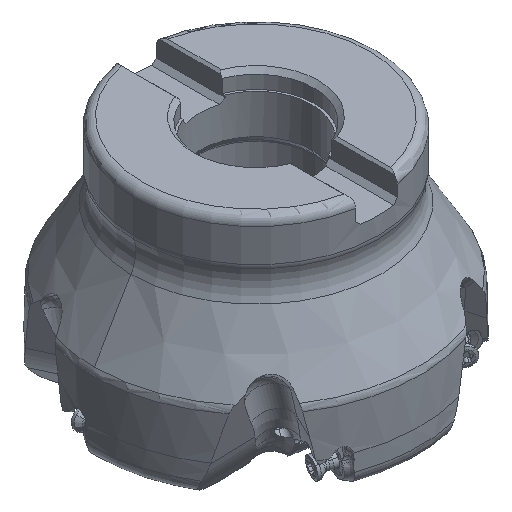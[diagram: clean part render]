
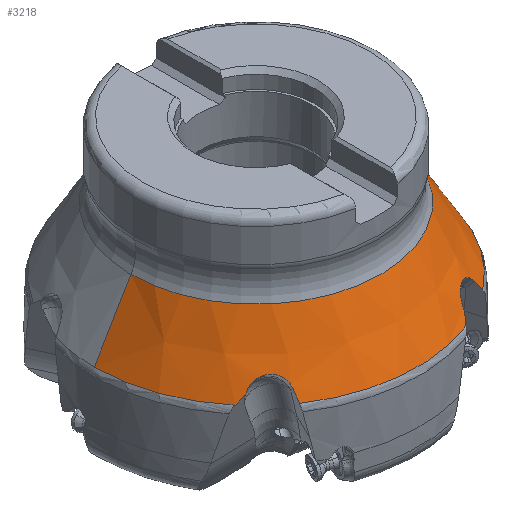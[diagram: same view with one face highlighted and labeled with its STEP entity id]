
A CAD part, isometric view. The second image highlights one B-rep face of the part: STEP entity #3218.
In plain terms, the highlighted conical face has half-angle 30.58 degrees and reference radius 32.552 mm.
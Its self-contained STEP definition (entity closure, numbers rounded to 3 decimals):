
#563=CONICAL_SURFACE('',#12571,32.552,30.58);
#762=LINE('',#31034,#1211);
#763=LINE('',#31038,#1212);
#1211=VECTOR('',#14378,1.);
#1212=VECTOR('',#14381,1.);
#1751=FACE_OUTER_BOUND('',#4085,.T.);
#2327=B_SPLINE_CURVE_WITH_KNOTS('',3,(#18496,#18497,#18498,#18499),
 .UNSPECIFIED.,.F.,.F.,(4,4),(0.,1.),.UNSPECIFIED.);
#2417=B_SPLINE_CURVE_WITH_KNOTS('',3,(#21210,#21211,#21212,#21213),
 .UNSPECIFIED.,.F.,.F.,(4,4),(0.,1.),.UNSPECIFIED.);
#2754=B_SPLINE_CURVE_WITH_KNOTS('',3,(#30982,#30983,#30984,#30985),
 .UNSPECIFIED.,.F.,.F.,(4,4),(0.,1.),.UNSPECIFIED.);
#2756=B_SPLINE_CURVE_WITH_KNOTS('',3,(#31008,#31009,#31010,#31011,#31012,
#31013,#31014,#31015,#31016,#31017,#31018,#31019,#31020,#31021,#31022,#31023,
#31024,#31025,#31026,#31027,#31028,#31029,#31030,#31031,#31032),
 .UNSPECIFIED.,.F.,.F.,(4,3,3,3,3,3,3,3,4),(0.,0.131,0.263,
0.392,0.519,0.649,0.787,
0.932,1.),.UNSPECIFIED.);
#2757=B_SPLINE_CURVE_WITH_KNOTS('',3,(#31041,#31042,#31043,#31044,#31045,
#31046,#31047,#31048,#31049,#31050,#31051,#31052,#31053,#31054,#31055,#31056,
#31057,#31058,#31059,#31060,#31061,#31062,#31063,#31064,#31065),
 .UNSPECIFIED.,.F.,.F.,(4,3,3,3,3,3,3,3,4),(0.,0.131,0.263,
0.392,0.519,0.649,0.787,
0.932,1.),.UNSPECIFIED.);
#2758=B_SPLINE_CURVE_WITH_KNOTS('',3,(#31067,#31068,#31069,#31070),
 .UNSPECIFIED.,.F.,.F.,(4,4),(0.,1.),.UNSPECIFIED.);
#3218=ADVANCED_FACE('',(#1751),#563,.T.);
#4085=EDGE_LOOP('',(#6023,#6024,#6025,#6026,#6027,#6028,#6029,#6030,#6031,
#6032,#6033,#6034,#6035));
#6023=ORIENTED_EDGE('',*,*,#10443,.F.);
#6024=ORIENTED_EDGE('',*,*,#10436,.T.);
#6025=ORIENTED_EDGE('',*,*,#10434,.F.);
#6026=ORIENTED_EDGE('',*,*,#10433,.F.);
#6027=ORIENTED_EDGE('',*,*,#10444,.F.);
#6028=ORIENTED_EDGE('',*,*,#10445,.F.);
#6029=ORIENTED_EDGE('',*,*,#10446,.F.);
#6030=ORIENTED_EDGE('',*,*,#10447,.F.);
#6031=ORIENTED_EDGE('',*,*,#9912,.F.);
#6032=ORIENTED_EDGE('',*,*,#10448,.F.);
#6033=ORIENTED_EDGE('',*,*,#10449,.T.);
#6034=ORIENTED_EDGE('',*,*,#10450,.F.);
#6035=ORIENTED_EDGE('',*,*,#9783,.T.);
#8498=VERTEX_POINT('',#18495);
#8499=VERTEX_POINT('',#18500);
#8590=VERTEX_POINT('',#21209);
#8591=VERTEX_POINT('',#21214);
#8960=VERTEX_POINT('',#30966);
#8961=VERTEX_POINT('',#30968);
#8962=VERTEX_POINT('',#30970);
#8963=VERTEX_POINT('',#30986);
#8966=VERTEX_POINT('',#31035);
#8967=VERTEX_POINT('',#31037);
#8968=VERTEX_POINT('',#31039);
#8969=VERTEX_POINT('',#31066);
#8970=VERTEX_POINT('',#31071);
#9783=EDGE_CURVE('',#8499,#8498,#2327,.T.);
#9912=EDGE_CURVE('',#8590,#8591,#2417,.T.);
#10433=EDGE_CURVE('',#8960,#8961,#11563,.T.);
#10434=EDGE_CURVE('',#8961,#8962,#11564,.T.);
#10436=EDGE_CURVE('',#8963,#8962,#2754,.T.);
#10443=EDGE_CURVE('',#8963,#8498,#2756,.T.);
#10444=EDGE_CURVE('',#8966,#8960,#762,.T.);
#10445=EDGE_CURVE('',#8967,#8966,#11568,.T.);
#10446=EDGE_CURVE('',#8968,#8967,#763,.T.);
#10447=EDGE_CURVE('',#8591,#8968,#11569,.T.);
#10448=EDGE_CURVE('',#8969,#8590,#2757,.T.);
#10449=EDGE_CURVE('',#8969,#8970,#2758,.T.);
#10450=EDGE_CURVE('',#8499,#8970,#11570,.T.);
#11563=CIRCLE('',#12557,36.71);
#11564=CIRCLE('',#12558,36.71);
#11568=CIRCLE('',#12568,28.394);
#11569=CIRCLE('',#12569,36.71);
#11570=CIRCLE('',#12570,36.71);
#12557=AXIS2_PLACEMENT_3D('',#30967,#14354,#14355);
#12558=AXIS2_PLACEMENT_3D('',#30969,#14356,#14357);
#12568=AXIS2_PLACEMENT_3D('',#31036,#14379,#14380);
#12569=AXIS2_PLACEMENT_3D('',#31040,#14382,#14383);
#12570=AXIS2_PLACEMENT_3D('',#31072,#14384,#14385);
#12571=AXIS2_PLACEMENT_3D('',#31073,#14386,#14387);
#14354=DIRECTION('',(0.,0.,-1.));
#14355=DIRECTION('',(1.,0.,0.));
#14356=DIRECTION('',(0.,0.,-1.));
#14357=DIRECTION('',(1.,0.,0.));
#14378=DIRECTION('',(0.509,0.,-0.861));
#14379=DIRECTION('',(0.,0.,1.));
#14380=DIRECTION('',(-1.,0.,0.));
#14381=DIRECTION('',(0.509,0.,0.861));
#14382=DIRECTION('',(0.,0.,-1.));
#14383=DIRECTION('',(-0.769,-0.64,0.));
#14384=DIRECTION('',(0.,0.,-1.));
#14385=DIRECTION('',(0.371,-0.929,0.));
#14386=DIRECTION('',(0.,0.,-1.));
#14387=DIRECTION('',(-1.,0.,0.));
#18495=CARTESIAN_POINT('',(14.755,-32.628,-29.403));
#18496=CARTESIAN_POINT('',(13.616,-34.092,-30.927));
#18497=CARTESIAN_POINT('',(13.993,-33.612,-30.41));
#18498=CARTESIAN_POINT('',(14.373,-33.124,-29.901));
#18499=CARTESIAN_POINT('',(14.755,-32.628,-29.403));
#18500=CARTESIAN_POINT('',(13.616,-34.092,-30.927));
#21209=CARTESIAN_POINT('',(-26.472,-24.115,-29.403));
#21210=CARTESIAN_POINT('',(-26.472,-24.115,-29.403));
#21211=CARTESIAN_POINT('',(-27.062,-23.905,-29.901));
#21212=CARTESIAN_POINT('',(-27.643,-23.695,-30.41));
#21213=CARTESIAN_POINT('',(-28.216,-23.485,-30.927));
#21214=CARTESIAN_POINT('',(-28.216,-23.485,-30.927));
#30966=CARTESIAN_POINT('',(36.71,0.,-30.927));
#30967=CARTESIAN_POINT('',(0.,0.,-30.927));
#30968=CARTESIAN_POINT('',(36.71,-0.017,-30.927));
#30969=CARTESIAN_POINT('',(0.,0.,-30.927));
#30970=CARTESIAN_POINT('',(22.606,-28.925,-30.927));
#30982=CARTESIAN_POINT('',(21.172,-28.429,-28.789));
#30983=CARTESIAN_POINT('',(21.643,-28.593,-29.487));
#30984=CARTESIAN_POINT('',(22.121,-28.758,-30.2));
#30985=CARTESIAN_POINT('',(22.606,-28.925,-30.927));
#30986=CARTESIAN_POINT('',(21.172,-28.429,-28.789));
#31008=CARTESIAN_POINT('',(21.172,-28.429,-28.789));
#31009=CARTESIAN_POINT('',(20.93,-28.345,-28.429));
#31010=CARTESIAN_POINT('',(20.635,-28.311,-28.086));
#31011=CARTESIAN_POINT('',(20.308,-28.329,-27.789));
#31012=CARTESIAN_POINT('',(19.981,-28.347,-27.492));
#31013=CARTESIAN_POINT('',(19.613,-28.419,-27.234));
#31014=CARTESIAN_POINT('',(19.233,-28.536,-27.039));
#31015=CARTESIAN_POINT('',(18.862,-28.651,-26.849));
#31016=CARTESIAN_POINT('',(18.47,-28.812,-26.715));
#31017=CARTESIAN_POINT('',(18.088,-29.005,-26.649));
#31018=CARTESIAN_POINT('',(17.711,-29.195,-26.584));
#31019=CARTESIAN_POINT('',(17.334,-29.42,-26.584));
#31020=CARTESIAN_POINT('',(16.986,-29.661,-26.645));
#31021=CARTESIAN_POINT('',(16.63,-29.908,-26.708));
#31022=CARTESIAN_POINT('',(16.294,-30.178,-26.838));
#31023=CARTESIAN_POINT('',(16.004,-30.452,-27.02));
#31024=CARTESIAN_POINT('',(15.698,-30.742,-27.213));
#31025=CARTESIAN_POINT('',(15.435,-31.043,-27.469));
#31026=CARTESIAN_POINT('',(15.233,-31.336,-27.766));
#31027=CARTESIAN_POINT('',(15.022,-31.644,-28.078));
#31028=CARTESIAN_POINT('',(14.873,-31.951,-28.444));
#31029=CARTESIAN_POINT('',(14.803,-32.236,-28.832));
#31030=CARTESIAN_POINT('',(14.769,-32.371,-29.017));
#31031=CARTESIAN_POINT('',(14.753,-32.503,-29.208));
#31032=CARTESIAN_POINT('',(14.755,-32.628,-29.403));
#31034=CARTESIAN_POINT('',(28.394,0.,-16.854));
#31035=CARTESIAN_POINT('',(28.394,0.,-16.854));
#31036=CARTESIAN_POINT('',(0.,0.,-16.854));
#31037=CARTESIAN_POINT('',(-28.394,0.,-16.854));
#31038=CARTESIAN_POINT('',(-36.71,0.,-30.927));
#31039=CARTESIAN_POINT('',(-36.71,0.,-30.927));
#31040=CARTESIAN_POINT('',(0.,0.,-30.927));
#31041=CARTESIAN_POINT('',(-20.495,-28.921,-28.789));
#31042=CARTESIAN_POINT('',(-20.49,-28.664,-28.429));
#31043=CARTESIAN_POINT('',(-20.549,-28.373,-28.086));
#31044=CARTESIAN_POINT('',(-20.667,-28.068,-27.789));
#31045=CARTESIAN_POINT('',(-20.786,-27.763,-27.492));
#31046=CARTESIAN_POINT('',(-20.968,-27.435,-27.234));
#31047=CARTESIAN_POINT('',(-21.196,-27.11,-27.039));
#31048=CARTESIAN_POINT('',(-21.42,-26.793,-26.849));
#31049=CARTESIAN_POINT('',(-21.695,-26.469,-26.715));
#31050=CARTESIAN_POINT('',(-21.996,-26.166,-26.649));
#31051=CARTESIAN_POINT('',(-22.293,-25.866,-26.584));
#31052=CARTESIAN_POINT('',(-22.623,-25.577,-26.584));
#31053=CARTESIAN_POINT('',(-22.96,-25.321,-26.645));
#31054=CARTESIAN_POINT('',(-23.305,-25.058,-26.708));
#31055=CARTESIAN_POINT('',(-23.666,-24.822,-26.838));
#31056=CARTESIAN_POINT('',(-24.016,-24.631,-27.02));
#31057=CARTESIAN_POINT('',(-24.386,-24.43,-27.213));
#31058=CARTESIAN_POINT('',(-24.754,-24.272,-27.469));
#31059=CARTESIAN_POINT('',(-25.095,-24.171,-27.766));
#31060=CARTESIAN_POINT('',(-25.453,-24.065,-28.078));
#31061=CARTESIAN_POINT('',(-25.791,-24.019,-28.444));
#31062=CARTESIAN_POINT('',(-26.084,-24.04,-28.832));
#31063=CARTESIAN_POINT('',(-26.223,-24.05,-29.017));
#31064=CARTESIAN_POINT('',(-26.353,-24.075,-29.208));
#31065=CARTESIAN_POINT('',(-26.472,-24.115,-29.403));
#31066=CARTESIAN_POINT('',(-20.495,-28.921,-28.789));
#31067=CARTESIAN_POINT('',(-20.495,-28.921,-28.789));
#31068=CARTESIAN_POINT('',(-20.505,-29.419,-29.487));
#31069=CARTESIAN_POINT('',(-20.515,-29.925,-30.2));
#31070=CARTESIAN_POINT('',(-20.524,-30.437,-30.927));
#31071=CARTESIAN_POINT('',(-20.524,-30.437,-30.927));
#31072=CARTESIAN_POINT('',(0.,0.,-30.927));
#31073=CARTESIAN_POINT('',(0.,0.,-23.89));
